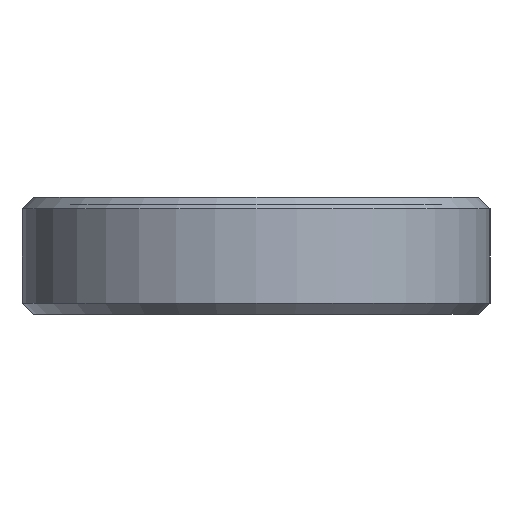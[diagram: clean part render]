
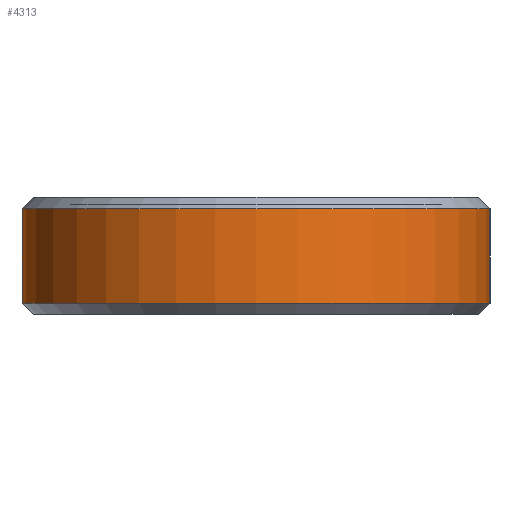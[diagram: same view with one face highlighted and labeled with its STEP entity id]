
A CAD part, left-side view. The second image highlights one B-rep face of the part: STEP entity #4313.
In plain terms, the highlighted cylindrical face has radius 6.25 mm (diameter 12.5 mm), a partial arc.
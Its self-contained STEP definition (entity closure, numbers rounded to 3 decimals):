
#45 = CONICAL_SURFACE('',#46,6.25,0.785);
#46 = AXIS2_PLACEMENT_3D('',#47,#48,#49);
#47 = CARTESIAN_POINT('',(0.,0.,0.3));
#48 = DIRECTION('',(0.,0.,1.));
#49 = DIRECTION('',(0.,1.,0.));
#1570 = VERTEX_POINT('',#1571);
#1571 = CARTESIAN_POINT('',(0.,6.25,0.3));
#1594 = VERTEX_POINT('',#1595);
#1595 = CARTESIAN_POINT('',(0.,-6.25,0.3));
#1616 = EDGE_CURVE('',#1570,#1594,#1617,.T.);
#1617 = SURFACE_CURVE('',#1618,(#1623,#1630),.PCURVE_S1.);
#1618 = CIRCLE('',#1619,6.25);
#1619 = AXIS2_PLACEMENT_3D('',#1620,#1621,#1622);
#1620 = CARTESIAN_POINT('',(0.,0.,0.3));
#1621 = DIRECTION('',(0.,-0.,1.));
#1622 = DIRECTION('',(0.,1.,0.));
#1623 = PCURVE('',#45,#1624);
#1624 = DEFINITIONAL_REPRESENTATION('',(#1625),#1629);
#1625 = LINE('',#1626,#1627);
#1626 = CARTESIAN_POINT('',(0.,0.));
#1627 = VECTOR('',#1628,1.);
#1628 = DIRECTION('',(1.,0.));
#1629 = ( GEOMETRIC_REPRESENTATION_CONTEXT(2) 
PARAMETRIC_REPRESENTATION_CONTEXT() REPRESENTATION_CONTEXT('2D SPACE',''
  ) );
#1630 = PCURVE('',#1631,#1636);
#1631 = CYLINDRICAL_SURFACE('',#1632,6.25);
#1632 = AXIS2_PLACEMENT_3D('',#1633,#1634,#1635);
#1633 = CARTESIAN_POINT('',(0.,0.,0.));
#1634 = DIRECTION('',(-0.,-0.,-1.));
#1635 = DIRECTION('',(1.,0.,0.));
#1636 = DEFINITIONAL_REPRESENTATION('',(#1637),#1641);
#1637 = LINE('',#1638,#1639);
#1638 = CARTESIAN_POINT('',(-1.571,-0.3));
#1639 = VECTOR('',#1640,1.);
#1640 = DIRECTION('',(-1.,0.));
#1641 = ( GEOMETRIC_REPRESENTATION_CONTEXT(2) 
PARAMETRIC_REPRESENTATION_CONTEXT() REPRESENTATION_CONTEXT('2D SPACE',''
  ) );
#1685 = PLANE('',#1686);
#1686 = AXIS2_PLACEMENT_3D('',#1687,#1688,#1689);
#1687 = CARTESIAN_POINT('',(0.,6.25,0.));
#1688 = DIRECTION('',(0.,1.,0.));
#1689 = DIRECTION('',(1.,0.,0.));
#1739 = PLANE('',#1740);
#1740 = AXIS2_PLACEMENT_3D('',#1741,#1742,#1743);
#1741 = CARTESIAN_POINT('',(0.,-6.25,0.));
#1742 = DIRECTION('',(0.,1.,0.));
#1743 = DIRECTION('',(1.,0.,0.));
#4313 = ADVANCED_FACE('',(#4314),#1631,.T.);
#4314 = FACE_BOUND('',#4315,.F.);
#4315 = EDGE_LOOP('',(#4316,#4339,#4368,#4389));
#4316 = ORIENTED_EDGE('',*,*,#4317,.T.);
#4317 = EDGE_CURVE('',#1570,#4318,#4320,.T.);
#4318 = VERTEX_POINT('',#4319);
#4319 = CARTESIAN_POINT('',(0.,6.25,2.825));
#4320 = SURFACE_CURVE('',#4321,(#4325,#4332),.PCURVE_S1.);
#4321 = LINE('',#4322,#4323);
#4322 = CARTESIAN_POINT('',(0.,6.25,0.));
#4323 = VECTOR('',#4324,1.);
#4324 = DIRECTION('',(0.,0.,1.));
#4325 = PCURVE('',#1631,#4326);
#4326 = DEFINITIONAL_REPRESENTATION('',(#4327),#4331);
#4327 = LINE('',#4328,#4329);
#4328 = CARTESIAN_POINT('',(-1.571,0.));
#4329 = VECTOR('',#4330,1.);
#4330 = DIRECTION('',(-0.,-1.));
#4331 = ( GEOMETRIC_REPRESENTATION_CONTEXT(2) 
PARAMETRIC_REPRESENTATION_CONTEXT() REPRESENTATION_CONTEXT('2D SPACE',''
  ) );
#4332 = PCURVE('',#1685,#4333);
#4333 = DEFINITIONAL_REPRESENTATION('',(#4334),#4338);
#4334 = LINE('',#4335,#4336);
#4335 = CARTESIAN_POINT('',(0.,0.));
#4336 = VECTOR('',#4337,1.);
#4337 = DIRECTION('',(0.,-1.));
#4338 = ( GEOMETRIC_REPRESENTATION_CONTEXT(2) 
PARAMETRIC_REPRESENTATION_CONTEXT() REPRESENTATION_CONTEXT('2D SPACE',''
  ) );
#4339 = ORIENTED_EDGE('',*,*,#4340,.T.);
#4340 = EDGE_CURVE('',#4318,#4341,#4343,.T.);
#4341 = VERTEX_POINT('',#4342);
#4342 = CARTESIAN_POINT('',(0.,-6.25,2.825));
#4343 = SURFACE_CURVE('',#4344,(#4349,#4356),.PCURVE_S1.);
#4344 = CIRCLE('',#4345,6.25);
#4345 = AXIS2_PLACEMENT_3D('',#4346,#4347,#4348);
#4346 = CARTESIAN_POINT('',(0.,0.,2.825));
#4347 = DIRECTION('',(0.,-0.,1.));
#4348 = DIRECTION('',(0.,1.,0.));
#4349 = PCURVE('',#1631,#4350);
#4350 = DEFINITIONAL_REPRESENTATION('',(#4351),#4355);
#4351 = LINE('',#4352,#4353);
#4352 = CARTESIAN_POINT('',(-1.571,-2.825));
#4353 = VECTOR('',#4354,1.);
#4354 = DIRECTION('',(-1.,0.));
#4355 = ( GEOMETRIC_REPRESENTATION_CONTEXT(2) 
PARAMETRIC_REPRESENTATION_CONTEXT() REPRESENTATION_CONTEXT('2D SPACE',''
  ) );
#4356 = PCURVE('',#4357,#4362);
#4357 = CONICAL_SURFACE('',#4358,6.25,0.785);
#4358 = AXIS2_PLACEMENT_3D('',#4359,#4360,#4361);
#4359 = CARTESIAN_POINT('',(0.,0.,2.825));
#4360 = DIRECTION('',(-0.,-0.,-1.));
#4361 = DIRECTION('',(0.,1.,0.));
#4362 = DEFINITIONAL_REPRESENTATION('',(#4363),#4367);
#4363 = LINE('',#4364,#4365);
#4364 = CARTESIAN_POINT('',(-0.,-0.));
#4365 = VECTOR('',#4366,1.);
#4366 = DIRECTION('',(-1.,-0.));
#4367 = ( GEOMETRIC_REPRESENTATION_CONTEXT(2) 
PARAMETRIC_REPRESENTATION_CONTEXT() REPRESENTATION_CONTEXT('2D SPACE',''
  ) );
#4368 = ORIENTED_EDGE('',*,*,#4369,.F.);
#4369 = EDGE_CURVE('',#1594,#4341,#4370,.T.);
#4370 = SURFACE_CURVE('',#4371,(#4375,#4382),.PCURVE_S1.);
#4371 = LINE('',#4372,#4373);
#4372 = CARTESIAN_POINT('',(0.,-6.25,0.));
#4373 = VECTOR('',#4374,1.);
#4374 = DIRECTION('',(0.,0.,1.));
#4375 = PCURVE('',#1631,#4376);
#4376 = DEFINITIONAL_REPRESENTATION('',(#4377),#4381);
#4377 = LINE('',#4378,#4379);
#4378 = CARTESIAN_POINT('',(-4.712,0.));
#4379 = VECTOR('',#4380,1.);
#4380 = DIRECTION('',(-0.,-1.));
#4381 = ( GEOMETRIC_REPRESENTATION_CONTEXT(2) 
PARAMETRIC_REPRESENTATION_CONTEXT() REPRESENTATION_CONTEXT('2D SPACE',''
  ) );
#4382 = PCURVE('',#1739,#4383);
#4383 = DEFINITIONAL_REPRESENTATION('',(#4384),#4388);
#4384 = LINE('',#4385,#4386);
#4385 = CARTESIAN_POINT('',(0.,0.));
#4386 = VECTOR('',#4387,1.);
#4387 = DIRECTION('',(0.,-1.));
#4388 = ( GEOMETRIC_REPRESENTATION_CONTEXT(2) 
PARAMETRIC_REPRESENTATION_CONTEXT() REPRESENTATION_CONTEXT('2D SPACE',''
  ) );
#4389 = ORIENTED_EDGE('',*,*,#1616,.F.);
